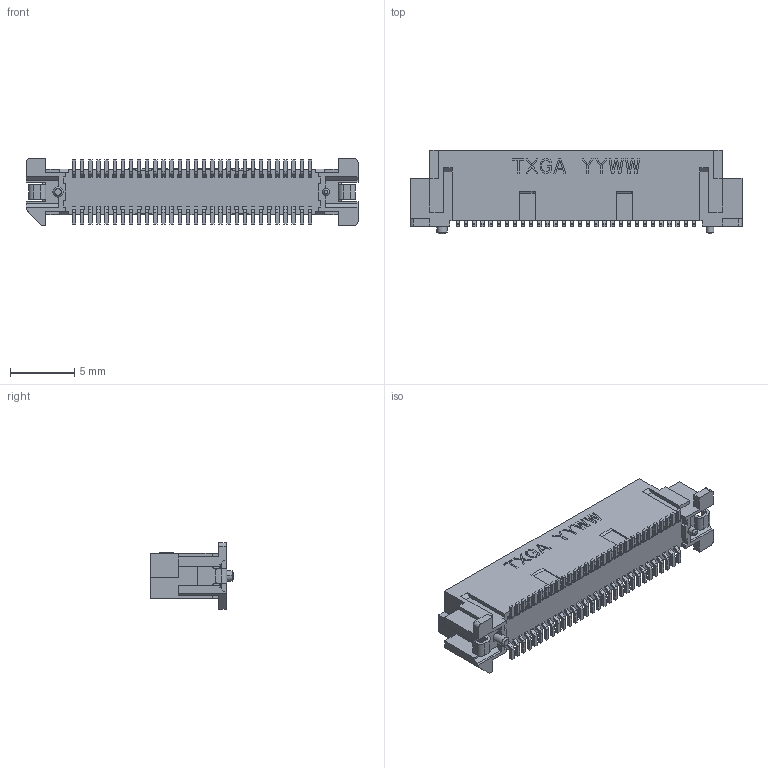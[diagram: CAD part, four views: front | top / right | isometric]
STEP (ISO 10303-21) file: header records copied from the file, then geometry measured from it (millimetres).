
FILE_DESCRIPTION((''),'2;1');
FILE_NAME('ASM0001_ASM','2025-08-05T14:19:39',('gongchengVV'),(''),'CREO PARAMETRIC BY PTC INC, 2020033','CREO PARAMETRIC BY PTC INC, 2020033','');
FILE_SCHEMA(('CONFIG_CONTROL_DESIGN'));
Length unit declared in the file: millimetre
Products named in the file (1): ASM0001_ASM
Bounding box: 25.92 x 6.55 x 5.2 mm (x, y, z)
Volume: 322.9 mm3; surface area: 1230.1 mm2
Topology: 1 solids, 1 shells, 1641 faces, 4958 edges, 3262 vertices
Faces by surface type: plane 1374, cylinder 263, cone 4
Entity records: 55212 total; most frequent: CARTESIAN_POINT 10341, ORIENTED_EDGE 9916, DIRECTION 8546, EDGE_CURVE 4958, VECTOR 4412, LINE 4412, VERTEX_POINT 3262, AXIS2_PLACEMENT_3D 2067
